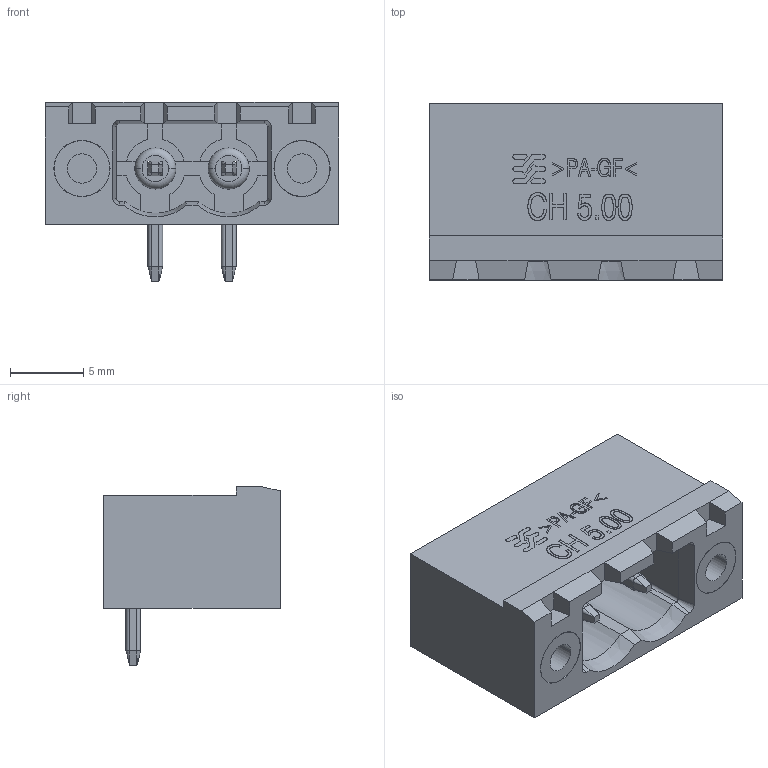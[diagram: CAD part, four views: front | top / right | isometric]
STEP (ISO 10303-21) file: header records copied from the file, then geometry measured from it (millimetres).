
FILE_DESCRIPTION(('CATIA V5 STEP Exchange','CAx-IF Rec.Pracs.--- Model Styling and Organization---1.4--- 2014-01-23'),'2;1');
FILE_NAME ('D1563917_0_2645180000_2645180000.stp','2023-02-22T12:03:01+00:00',('none'),('Weidmueller'),'CATIA Version 5-6 Release 2016 SP3 HF44','CATIA V5 STEP AP214','none');
FILE_SCHEMA(('AUTOMOTIVE_DESIGN { 1 0 10303 214 1 1 1 1 }'));
Products named in the file (1): 2645180000
Bounding box: 20 x 12 x 12.2 mm (x, y, z)
Volume: 1186.4 mm3; surface area: 1992.5 mm2
Topology: 1 solids, 1 shells, 1780 faces, 5189 edges, 3398 vertices
Faces by surface type: plane 1672, cylinder 54, cone 22, bspline 20, torus 12
Entity records: 59682 total; most frequent: CARTESIAN_POINT 11115, ORIENTED_EDGE 10346, DIRECTION 8613, EDGE_CURVE 5173, VECTOR 4958, LINE 4958, VERTEX_POINT 3398, AXIS2_PLACEMENT_3D 1896
